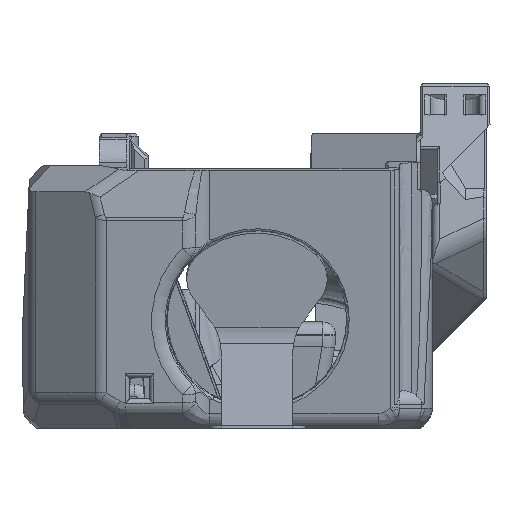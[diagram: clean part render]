
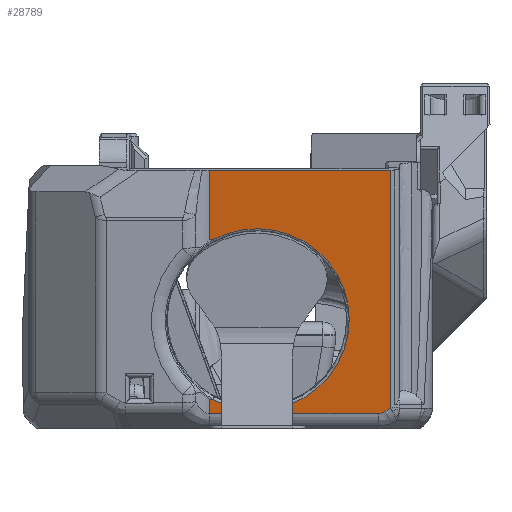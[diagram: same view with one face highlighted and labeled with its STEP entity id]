
A CAD part, left-side view. The second image highlights one B-rep face of the part: STEP entity #28789.
In plain terms, the highlighted planar face has unit normal (-0.985, 0, -0.174).
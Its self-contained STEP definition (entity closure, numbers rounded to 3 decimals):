
#730=B_SPLINE_CURVE_WITH_KNOTS('',3,(#46048,#46049,#46050,#46051),
 .UNSPECIFIED.,.F.,.F.,(4,4),(0.,0.382),.UNSPECIFIED.);
#741=B_SPLINE_CURVE_WITH_KNOTS('',3,(#46324,#46325,#46326,#46327),
 .UNSPECIFIED.,.F.,.F.,(4,4),(0.618,1.),.UNSPECIFIED.);
#1353=CIRCLE('',#30295,14.4);
#2565=ELLIPSE('',#30911,3.203,2.);
#5691=ORIENTED_EDGE('',*,*,#13294,.F.);
#5692=ORIENTED_EDGE('',*,*,#12316,.T.);
#5693=ORIENTED_EDGE('',*,*,#13416,.T.);
#5694=ORIENTED_EDGE('',*,*,#13417,.F.);
#5695=ORIENTED_EDGE('',*,*,#13418,.T.);
#5696=ORIENTED_EDGE('',*,*,#13419,.T.);
#5697=ORIENTED_EDGE('',*,*,#13420,.F.);
#5698=ORIENTED_EDGE('',*,*,#13421,.T.);
#5699=ORIENTED_EDGE('',*,*,#12913,.F.);
#5700=ORIENTED_EDGE('',*,*,#12937,.F.);
#12316=EDGE_CURVE('',#16601,#16600,#1353,.T.);
#12913=EDGE_CURVE('',#16997,#16998,#19634,.T.);
#12937=EDGE_CURVE('',#17014,#16997,#19651,.T.);
#13294=EDGE_CURVE('',#16601,#17014,#730,.F.);
#13416=EDGE_CURVE('',#16600,#17352,#741,.T.);
#13417=EDGE_CURVE('',#17353,#17352,#19953,.T.);
#13418=EDGE_CURVE('',#17353,#17354,#19954,.T.);
#13419=EDGE_CURVE('',#17354,#17355,#2565,.T.);
#13420=EDGE_CURVE('',#17356,#17355,#19955,.T.);
#13421=EDGE_CURVE('',#17356,#16998,#19956,.T.);
#16600=VERTEX_POINT('',#41872);
#16601=VERTEX_POINT('',#41874);
#16997=VERTEX_POINT('',#44404);
#16998=VERTEX_POINT('',#44406);
#17014=VERTEX_POINT('',#44463);
#17352=VERTEX_POINT('',#46328);
#17353=VERTEX_POINT('',#46330);
#17354=VERTEX_POINT('',#46332);
#17355=VERTEX_POINT('',#46334);
#17356=VERTEX_POINT('',#46336);
#19634=LINE('',#44405,#22054);
#19651=LINE('',#44464,#22071);
#19953=LINE('',#46329,#22373);
#19954=LINE('',#46331,#22374);
#19955=LINE('',#46335,#22375);
#19956=LINE('',#46337,#22376);
#22054=VECTOR('',#34554,1000.);
#22071=VECTOR('',#34591,1000.);
#22373=VECTOR('',#35351,1000.);
#22374=VECTOR('',#35352,1000.);
#22375=VECTOR('',#35355,1000.);
#22376=VECTOR('',#35356,1000.);
#24385=EDGE_LOOP('',(#5691,#5692,#5693,#5694,#5695,#5696,#5697,#5698,#5699,
#5700));
#26190=FACE_BOUND('',#24385,.T.);
#27712=PLANE('',#30910);
#28789=ADVANCED_FACE('',(#26190),#27712,.F.);
#30295=AXIS2_PLACEMENT_3D('',#41873,#33556,#33557);
#30910=AXIS2_PLACEMENT_3D('',#46323,#35349,#35350);
#30911=AXIS2_PLACEMENT_3D('',#46333,#35353,#35354);
#33556=DIRECTION('',(0.985,0.,0.174));
#33557=DIRECTION('',(0.174,0.,-0.985));
#34554=DIRECTION('',(0.,-1.,0.));
#34591=DIRECTION('',(-0.174,0.,0.985));
#35349=DIRECTION('',(0.985,0.,0.174));
#35350=DIRECTION('',(-0.174,0.,0.985));
#35351=DIRECTION('',(-0.174,0.,0.985));
#35352=DIRECTION('',(0.,-1.,0.));
#35353=DIRECTION('',(-0.985,0.,-0.174));
#35354=DIRECTION('',(-0.165,-0.304,0.938));
#35355=DIRECTION('',(0.097,0.829,-0.551));
#35356=DIRECTION('',(-0.174,0.,0.985));
#41872=CARTESIAN_POINT('',(-28.264,11.767,4.533));
#41873=CARTESIAN_POINT('',(-30.458,4.853,16.973));
#41874=CARTESIAN_POINT('',(-32.651,11.767,29.413));
#44404=CARTESIAN_POINT('',(-34.572,12.27,40.304));
#44405=CARTESIAN_POINT('',(-34.572,24.853,40.304));
#44406=CARTESIAN_POINT('',(-34.572,-16.002,40.304));
#44463=CARTESIAN_POINT('',(-32.66,12.27,29.463));
#44464=CARTESIAN_POINT('',(-31.185,12.27,21.099));
#46048=CARTESIAN_POINT('',(-32.66,12.27,29.463));
#46049=CARTESIAN_POINT('',(-32.657,12.102,29.442));
#46050=CARTESIAN_POINT('',(-32.654,11.935,29.425));
#46051=CARTESIAN_POINT('',(-32.651,11.767,29.413));
#46323=CARTESIAN_POINT('',(-31.185,24.853,21.099));
#46324=CARTESIAN_POINT('',(-28.264,11.767,4.533));
#46325=CARTESIAN_POINT('',(-28.262,11.935,4.52));
#46326=CARTESIAN_POINT('',(-28.259,12.102,4.503));
#46327=CARTESIAN_POINT('',(-28.255,12.27,4.482));
#46328=CARTESIAN_POINT('',(-28.255,12.27,4.482));
#46329=CARTESIAN_POINT('',(-31.185,12.27,21.099));
#46330=CARTESIAN_POINT('',(-27.864,12.27,2.262));
#46331=CARTESIAN_POINT('',(-27.864,-14.655,2.262));
#46332=CARTESIAN_POINT('',(-27.864,-14.07,2.262));
#46333=CARTESIAN_POINT('',(-28.404,-14.652,5.326));
#46334=CARTESIAN_POINT('',(-27.923,-15.07,2.597));
#46335=CARTESIAN_POINT('',(-27.821,-14.199,2.018));
#46336=CARTESIAN_POINT('',(-28.032,-16.002,3.216));
#46337=CARTESIAN_POINT('',(-7.663,-16.002,-112.301));
